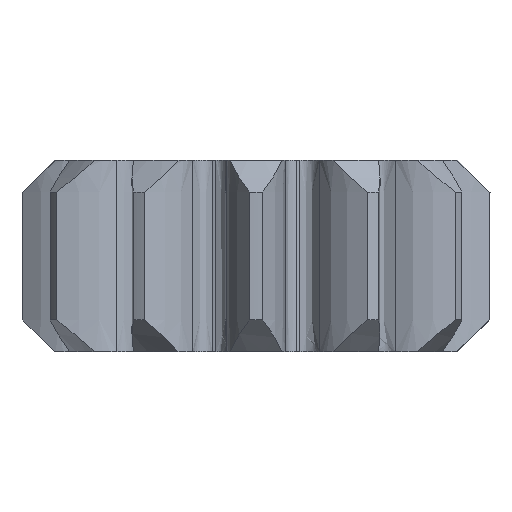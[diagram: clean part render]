
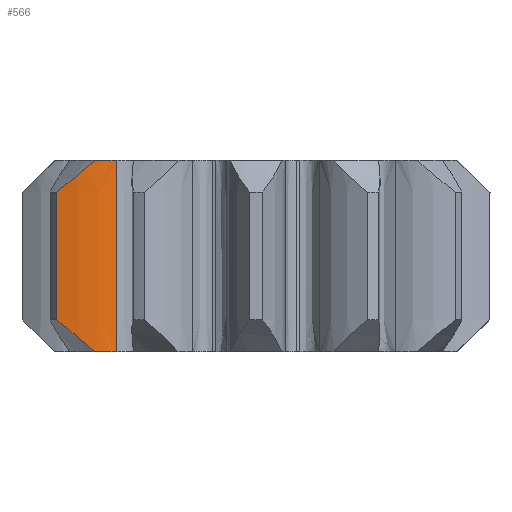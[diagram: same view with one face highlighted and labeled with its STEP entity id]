
A CAD part, left-side view. The second image highlights one B-rep face of the part: STEP entity #566.
In plain terms, the highlighted face is a extrusion surface.
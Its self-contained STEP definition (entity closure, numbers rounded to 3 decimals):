
#566=ADVANCED_FACE('',(#1319),#1321,.F.);
#1319=FACE_BOUND('',#1320,.T.);
#1320=EDGE_LOOP('',(#2161,#2162,#2163,#2164,#2165,#2166));
#1321=SURFACE_OF_LINEAR_EXTRUSION('',#1322,#1323);
#1322=B_SPLINE_CURVE_WITH_KNOTS('',3,
(#2167,#2168,#2169,#2170,#2171,#2172,#2173,#2174,#2175,#2176,#2177,#2178,#2179,#2180),
.UNSPECIFIED.,.F.,.F.,
(4,2,2,2,2,2,4),
(0.,0.148,0.304,0.467,0.638,0.815,
1.),
.UNSPECIFIED.);
#1323=VECTOR('',#1324,6.);
#1324=DIRECTION('',(0.,0.,1.));
#2161=ORIENTED_EDGE('',*,*,#3053,.F.);
#2162=ORIENTED_EDGE('',*,*,#2863,.F.);
#2163=ORIENTED_EDGE('',*,*,#3073,.T.);
#2164=ORIENTED_EDGE('',*,*,#2923,.F.);
#2165=ORIENTED_EDGE('',*,*,#3029,.F.);
#2166=ORIENTED_EDGE('',*,*,#2997,.F.);
#2167=CARTESIAN_POINT('',(-3.578,4.357,0.));
#2168=CARTESIAN_POINT('',(-3.63,4.439,0.));
#2169=CARTESIAN_POINT('',(-3.673,4.523,0.));
#2170=CARTESIAN_POINT('',(-3.747,4.703,0.));
#2171=CARTESIAN_POINT('',(-3.773,4.801,0.));
#2172=CARTESIAN_POINT('',(-3.821,4.999,0.));
#2173=CARTESIAN_POINT('',(-3.838,5.103,0.));
#2174=CARTESIAN_POINT('',(-3.865,5.315,0.));
#2175=CARTESIAN_POINT('',(-3.872,5.425,0.));
#2176=CARTESIAN_POINT('',(-3.879,5.647,0.));
#2177=CARTESIAN_POINT('',(-3.876,5.762,0.));
#2178=CARTESIAN_POINT('',(-3.863,5.993,0.));
#2179=CARTESIAN_POINT('',(-3.851,6.111,0.));
#2180=CARTESIAN_POINT('',(-3.834,6.229,0.));
#2863=EDGE_CURVE('',#3192,#3194,#3195,.T.);
#2923=EDGE_CURVE('',#3312,#3314,#3315,.F.);
#2997=EDGE_CURVE('',#3461,#3462,#3463,.T.);
#3029=EDGE_CURVE('',#3462,#3312,#3509,.T.);
#3053=EDGE_CURVE('',#3194,#3461,#3533,.T.);
#3073=EDGE_CURVE('',#3192,#3314,#3553,.T.);
#3192=VERTEX_POINT('',#3981);
#3194=VERTEX_POINT('',#3996);
#3195=B_SPLINE_CURVE_WITH_KNOTS('',3,
(#3997,#3998,#3999,#4000,#4001,#4002,#4003,#4004),
.UNSPECIFIED.,.F.,.F.,
(4,2,2,4),
(0.,0.399,0.818,1.),
.UNSPECIFIED.);
#3312=VERTEX_POINT('',#4571);
#3314=VERTEX_POINT('',#4576);
#3315=B_SPLINE_CURVE_WITH_KNOTS('',3,
(#4577,#4578,#4579,#4580,#4581,#4582,#4583,#4584),
.UNSPECIFIED.,.F.,.F.,
(4,2,2,4),
(0.,0.399,0.818,1.),
.UNSPECIFIED.);
#3461=VERTEX_POINT('',#5125);
#3462=VERTEX_POINT('',#5126);
#3463=LINE('',#5127,#5128);
#3509=B_SPLINE_CURVE_WITH_KNOTS('',3,
(#5748,#5749,#5750,#5751,#5752,#5753,#5754,#5755,#5756,#5757,#5758,#5759,#5760,#5761,
#5762,#5763,#5764,#5765,#5766,#5767,#5768,#5769,#5770,#5771,#5772,#5773,#5774),
.UNSPECIFIED.,.F.,.F.,
(4,1,1,1,1,1,1,1,1,1,1,1,1,1,1,1,1,1,1,1,1,1,1,1,4),
(0.,0.05,0.099,0.147,0.195,0.243,
0.29,0.337,0.397,0.457,0.484,
0.515,0.557,0.598,0.638,0.678,
0.716,0.753,0.79,0.826,0.862,
0.897,0.932,0.966,1.),
.UNSPECIFIED.);
#3533=B_SPLINE_CURVE_WITH_KNOTS('',3,
(#6437,#6438,#6439,#6440,#6441,#6442,#6443,#6444,#6445,#6446,#6447,#6448,#6449,#6450,
#6451,#6452,#6453,#6454,#6455,#6456),
.UNSPECIFIED.,.F.,.F.,
(4,1,1,1,1,1,1,1,1,1,1,1,1,1,1,1,1,4),
(0.,0.058,0.116,0.174,0.232,0.29,
0.348,0.407,0.467,0.516,0.527,
0.59,0.654,0.721,0.789,0.858,
0.929,1.),
.UNSPECIFIED.);
#3553=LINE('',#6678,#6679);
#3981=CARTESIAN_POINT('',(-3.578,4.357,0.));
#3996=CARTESIAN_POINT('',(-3.824,5.025,0.));
#3997=CARTESIAN_POINT('',(-3.578,4.357,0.));
#3998=CARTESIAN_POINT('',(-3.63,4.439,0.));
#3999=CARTESIAN_POINT('',(-3.673,4.523,0.));
#4000=CARTESIAN_POINT('',(-3.747,4.703,0.));
#4001=CARTESIAN_POINT('',(-3.773,4.801,0.));
#4002=CARTESIAN_POINT('',(-3.807,4.94,0.));
#4003=CARTESIAN_POINT('',(-3.816,4.982,0.));
#4004=CARTESIAN_POINT('',(-3.824,5.025,0.));
#4571=CARTESIAN_POINT('',(-3.824,5.025,6.));
#4576=CARTESIAN_POINT('',(-3.578,4.357,6.));
#4577=CARTESIAN_POINT('',(-3.578,4.357,6.));
#4578=CARTESIAN_POINT('',(-3.63,4.439,6.));
#4579=CARTESIAN_POINT('',(-3.673,4.523,6.));
#4580=CARTESIAN_POINT('',(-3.747,4.703,6.));
#4581=CARTESIAN_POINT('',(-3.773,4.801,6.));
#4582=CARTESIAN_POINT('',(-3.807,4.94,6.));
#4583=CARTESIAN_POINT('',(-3.816,4.982,6.));
#4584=CARTESIAN_POINT('',(-3.824,5.025,6.));
#5125=CARTESIAN_POINT('',(-3.834,6.229,1.));
#5126=CARTESIAN_POINT('',(-3.834,6.229,5.));
#5127=CARTESIAN_POINT('',(-3.834,6.229,1.));
#5128=VECTOR('',#5129,1.);
#5129=DIRECTION('',(0.,0.,1.));
#5748=CARTESIAN_POINT('',(-3.834,6.229,5.));
#5749=CARTESIAN_POINT('',(-3.837,6.209,5.016));
#5750=CARTESIAN_POINT('',(-3.843,6.168,5.047));
#5751=CARTESIAN_POINT('',(-3.85,6.108,5.095));
#5752=CARTESIAN_POINT('',(-3.856,6.048,5.142));
#5753=CARTESIAN_POINT('',(-3.862,5.989,5.188));
#5754=CARTESIAN_POINT('',(-3.866,5.931,5.235));
#5755=CARTESIAN_POINT('',(-3.87,5.873,5.281));
#5756=CARTESIAN_POINT('',(-3.873,5.81,5.332));
#5757=CARTESIAN_POINT('',(-3.876,5.743,5.386));
#5758=CARTESIAN_POINT('',(-3.877,5.683,5.435));
#5759=CARTESIAN_POINT('',(-3.877,5.635,5.474));
#5760=CARTESIAN_POINT('',(-3.877,5.595,5.508));
#5761=CARTESIAN_POINT('',(-3.876,5.549,5.546));
#5762=CARTESIAN_POINT('',(-3.874,5.499,5.587));
#5763=CARTESIAN_POINT('',(-3.872,5.451,5.628));
#5764=CARTESIAN_POINT('',(-3.87,5.404,5.668));
#5765=CARTESIAN_POINT('',(-3.866,5.359,5.706));
#5766=CARTESIAN_POINT('',(-3.863,5.314,5.745));
#5767=CARTESIAN_POINT('',(-3.859,5.27,5.783));
#5768=CARTESIAN_POINT('',(-3.854,5.228,5.82));
#5769=CARTESIAN_POINT('',(-3.849,5.186,5.857));
#5770=CARTESIAN_POINT('',(-3.843,5.145,5.893));
#5771=CARTESIAN_POINT('',(-3.837,5.104,5.929));
#5772=CARTESIAN_POINT('',(-3.831,5.065,5.964));
#5773=CARTESIAN_POINT('',(-3.826,5.038,5.988));
#5774=CARTESIAN_POINT('',(-3.824,5.025,6.));
#6437=CARTESIAN_POINT('',(-3.824,5.025,0.));
#6438=CARTESIAN_POINT('',(-3.828,5.048,0.02));
#6439=CARTESIAN_POINT('',(-3.835,5.092,0.061));
#6440=CARTESIAN_POINT('',(-3.845,5.16,0.121));
#6441=CARTESIAN_POINT('',(-3.854,5.228,0.181));
#6442=CARTESIAN_POINT('',(-3.861,5.296,0.24));
#6443=CARTESIAN_POINT('',(-3.867,5.365,0.299));
#6444=CARTESIAN_POINT('',(-3.872,5.435,0.358));
#6445=CARTESIAN_POINT('',(-3.875,5.506,0.418));
#6446=CARTESIAN_POINT('',(-3.877,5.573,0.474));
#6447=CARTESIAN_POINT('',(-3.877,5.622,0.514));
#6448=CARTESIAN_POINT('',(-3.877,5.671,0.555));
#6449=CARTESIAN_POINT('',(-3.876,5.727,0.601));
#6450=CARTESIAN_POINT('',(-3.873,5.806,0.665));
#6451=CARTESIAN_POINT('',(-3.869,5.887,0.73));
#6452=CARTESIAN_POINT('',(-3.864,5.97,0.797));
#6453=CARTESIAN_POINT('',(-3.856,6.055,0.864));
#6454=CARTESIAN_POINT('',(-3.846,6.141,0.932));
#6455=CARTESIAN_POINT('',(-3.839,6.2,0.977));
#6456=CARTESIAN_POINT('',(-3.834,6.229,1.));
#6678=CARTESIAN_POINT('',(-3.578,4.357,0.));
#6679=VECTOR('',#6680,1.);
#6680=DIRECTION('',(0.,0.,1.));
